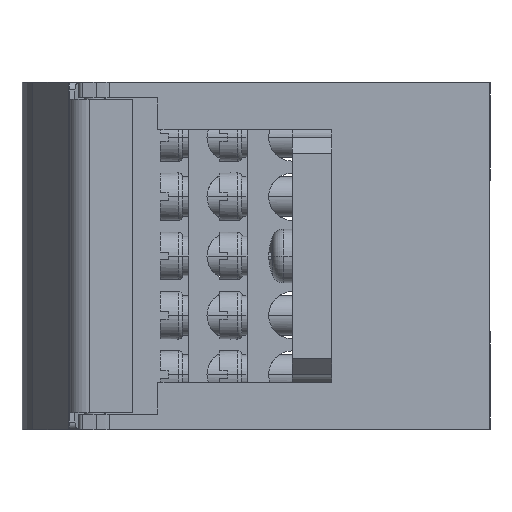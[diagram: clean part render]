
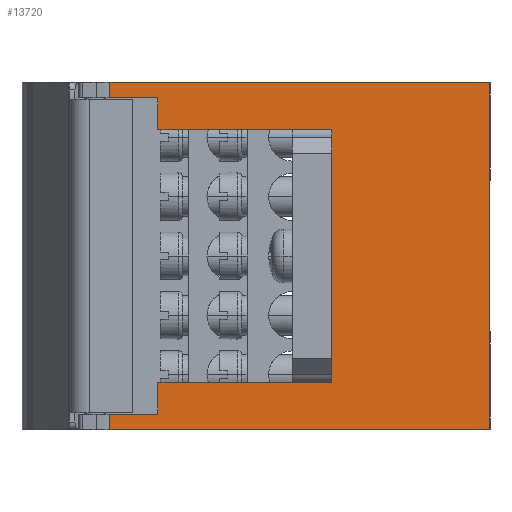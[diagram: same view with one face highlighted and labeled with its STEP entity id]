
A CAD part, left-side view. The second image highlights one B-rep face of the part: STEP entity #13720.
In plain terms, the highlighted planar face has unit normal (-1, 0, 0).
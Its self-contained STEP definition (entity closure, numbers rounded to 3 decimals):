
#974=DIRECTION('',(0.,0.,-1.));
#975=VECTOR('',#974,1.);
#976=CARTESIAN_POINT('',(-21.,20.,-15.));
#977=LINE('',#976,#975);
#1002=DIRECTION('',(0.,0.,-1.));
#1003=VECTOR('',#1002,1.);
#1004=CARTESIAN_POINT('',(-21.,20.,16.));
#1005=LINE('',#1004,#1003);
#1386=DIRECTION('',(0.,0.,1.));
#1387=VECTOR('',#1386,30.);
#1388=CARTESIAN_POINT('',(-21.,20.,-15.));
#1389=LINE('',#1388,#1387);
#1390=DIRECTION('',(0.,1.,0.));
#1391=VECTOR('',#1390,6.172);
#1392=CARTESIAN_POINT('',(-21.,42.,20.));
#1393=LINE('',#1392,#1391);
#1394=DIRECTION('',(0.,0.,1.));
#1395=VECTOR('',#1394,2.);
#1396=CARTESIAN_POINT('',(-21.,48.172,20.));
#1397=LINE('',#1396,#1395);
#1398=DIRECTION('',(0.,-1.,0.));
#1399=VECTOR('',#1398,48.172);
#1400=CARTESIAN_POINT('',(-21.,48.172,22.));
#1401=LINE('',#1400,#1399);
#1402=DIRECTION('',(0.,0.,-1.));
#1403=VECTOR('',#1402,44.);
#1404=CARTESIAN_POINT('',(-21.,0.,22.));
#1405=LINE('',#1404,#1403);
#1406=DIRECTION('',(0.,1.,0.));
#1407=VECTOR('',#1406,48.172);
#1408=CARTESIAN_POINT('',(-21.,0.,-22.));
#1409=LINE('',#1408,#1407);
#1410=DIRECTION('',(0.,-1.,0.));
#1411=VECTOR('',#1410,6.172);
#1412=CARTESIAN_POINT('',(-21.,48.172,-20.));
#1413=LINE('',#1412,#1411);
#1418=DIRECTION('',(0.,-1.,0.));
#1419=VECTOR('',#1418,22.);
#1420=CARTESIAN_POINT('',(-21.,42.,16.));
#1421=LINE('',#1420,#1419);
#1426=DIRECTION('',(0.,0.,-1.));
#1427=VECTOR('',#1426,4.);
#1428=CARTESIAN_POINT('',(-21.,42.,20.));
#1429=LINE('',#1428,#1427);
#4014=DIRECTION('',(0.,0.,-1.));
#4015=VECTOR('',#4014,2.);
#4016=CARTESIAN_POINT('',(-21.,48.172,-20.));
#4017=LINE('',#4016,#4015);
#4147=DIRECTION('',(0.,0.,-1.));
#4148=VECTOR('',#4147,4.);
#4149=CARTESIAN_POINT('',(-21.,42.,-16.));
#4150=LINE('',#4149,#4148);
#4167=DIRECTION('',(0.,1.,0.));
#4168=VECTOR('',#4167,22.);
#4169=CARTESIAN_POINT('',(-21.,20.,-16.));
#4170=LINE('',#4169,#4168);
#9605=CARTESIAN_POINT('',(-21.,48.172,-22.));
#9606=VERTEX_POINT('',#9605);
#9607=CARTESIAN_POINT('',(-21.,0.,-22.));
#9608=VERTEX_POINT('',#9607);
#9625=CARTESIAN_POINT('',(-21.,0.,22.));
#9626=VERTEX_POINT('',#9625);
#9627=CARTESIAN_POINT('',(-21.,48.172,22.));
#9628=VERTEX_POINT('',#9627);
#9919=CARTESIAN_POINT('',(-21.,48.172,-20.));
#9921=VERTEX_POINT('',#9919);
#9963=CARTESIAN_POINT('',(-21.,48.172,20.));
#9964=VERTEX_POINT('',#9963);
#9966=CARTESIAN_POINT('',(-21.,42.,20.));
#9968=VERTEX_POINT('',#9966);
#9993=CARTESIAN_POINT('',(-21.,42.,-20.));
#9994=VERTEX_POINT('',#9993);
#9995=CARTESIAN_POINT('',(-21.,42.,-16.));
#9996=VERTEX_POINT('',#9995);
#9997=CARTESIAN_POINT('',(-21.,20.,-16.));
#9998=VERTEX_POINT('',#9997);
#9999=CARTESIAN_POINT('',(-21.,42.,16.));
#10000=CARTESIAN_POINT('',(-21.,20.,16.));
#10001=VERTEX_POINT('',#9999);
#10002=VERTEX_POINT('',#10000);
#11631=CARTESIAN_POINT('',(-21.,20.,-15.));
#11632=CARTESIAN_POINT('',(-21.,20.,15.));
#11633=VERTEX_POINT('',#11631);
#11634=VERTEX_POINT('',#11632);
#13688=CARTESIAN_POINT('',(-21.,24.086,0.));
#13689=DIRECTION('',(1.,0.,0.));
#13690=DIRECTION('',(0.,-1.,0.));
#13691=AXIS2_PLACEMENT_3D('',#13688,#13689,#13690);
#13692=PLANE('',#13691);
#13693=ORIENTED_EDGE('',*,*,#13621,.T.);
#13694=ORIENTED_EDGE('',*,*,#13229,.F.);
#13696=ORIENTED_EDGE('',*,*,#13695,.F.);
#13698=ORIENTED_EDGE('',*,*,#13697,.F.);
#13700=ORIENTED_EDGE('',*,*,#13699,.T.);
#13702=ORIENTED_EDGE('',*,*,#13701,.T.);
#13704=ORIENTED_EDGE('',*,*,#13703,.T.);
#13706=ORIENTED_EDGE('',*,*,#13705,.T.);
#13708=ORIENTED_EDGE('',*,*,#13707,.T.);
#13710=ORIENTED_EDGE('',*,*,#13709,.F.);
#13712=ORIENTED_EDGE('',*,*,#13711,.T.);
#13714=ORIENTED_EDGE('',*,*,#13713,.F.);
#13716=ORIENTED_EDGE('',*,*,#13715,.F.);
#13717=ORIENTED_EDGE('',*,*,#13213,.F.);
#13718=EDGE_LOOP('',(#13693,#13694,#13696,#13698,#13700,#13702,#13704,#13706,
#13708,#13710,#13712,#13714,#13716,#13717));
#13719=FACE_OUTER_BOUND('',#13718,.F.);
#13213=EDGE_CURVE('',#11633,#9998,#977,.T.);
#13229=EDGE_CURVE('',#10002,#11634,#1005,.T.);
#13621=EDGE_CURVE('',#11633,#11634,#1389,.T.);
#13695=EDGE_CURVE('',#10001,#10002,#1421,.T.);
#13697=EDGE_CURVE('',#9968,#10001,#1429,.T.);
#13699=EDGE_CURVE('',#9968,#9964,#1393,.T.);
#13701=EDGE_CURVE('',#9964,#9628,#1397,.T.);
#13703=EDGE_CURVE('',#9628,#9626,#1401,.T.);
#13705=EDGE_CURVE('',#9626,#9608,#1405,.T.);
#13707=EDGE_CURVE('',#9608,#9606,#1409,.T.);
#13709=EDGE_CURVE('',#9921,#9606,#4017,.T.);
#13711=EDGE_CURVE('',#9921,#9994,#1413,.T.);
#13713=EDGE_CURVE('',#9996,#9994,#4150,.T.);
#13715=EDGE_CURVE('',#9998,#9996,#4170,.T.);
#13720=ADVANCED_FACE('',(#13719),#13692,.F.);
